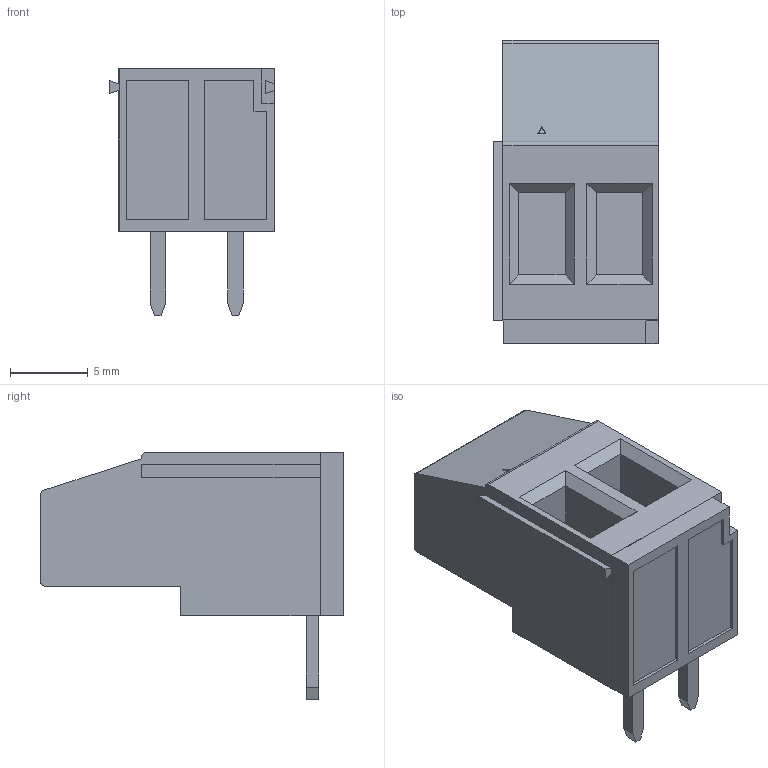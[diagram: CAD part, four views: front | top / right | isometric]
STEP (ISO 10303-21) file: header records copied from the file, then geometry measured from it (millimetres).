
FILE_DESCRIPTION (( 'STEP AP214' ), '1' );
FILE_NAME ('DG129R-5.0-02P-14-00AH.STEP', '2021-01-12T21:04:29', ( '' ), ( '' ), 'SwSTEP 2.0', 'SolidWorks 2020', '' );
FILE_SCHEMA (( 'AUTOMOTIVE_DESIGN' ));
Length unit declared in the file: millimetre
Products named in the file (1): DG129R-5.0-02P-14-00AH
Bounding box: 10.6 x 19.5 x 15.9 mm (x, y, z)
Volume: 1492.2 mm3; surface area: 1389.8 mm2
Topology: 1 solids, 1 shells, 430 faces, 1137 edges, 750 vertices
Faces by surface type: plane 232, bspline 167, cylinder 19, torus 10, cone 2
Entity records: 24939 total; most frequent: CARTESIAN_POINT 11741, ORIENTED_EDGE 2274, DIRECTION 1399, EDGE_CURVE 1137, VERTEX_POINT 750, VECTOR 727, LINE 727, EDGE_LOOP 471
